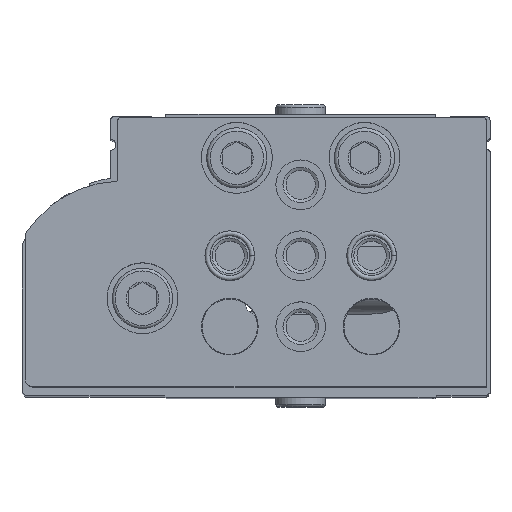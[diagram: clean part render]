
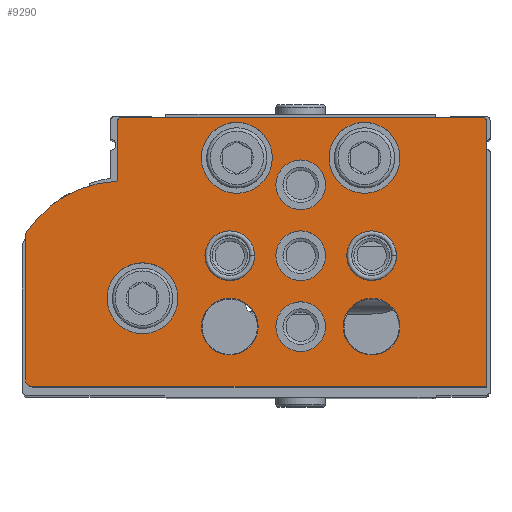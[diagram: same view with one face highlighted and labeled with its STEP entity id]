
A CAD part, top view. The second image highlights one B-rep face of the part: STEP entity #9290.
In plain terms, the highlighted face is planar.
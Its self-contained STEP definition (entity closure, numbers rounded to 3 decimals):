
#932=LINE('',#15550,#1645);
#934=LINE('',#15554,#1647);
#937=LINE('',#15562,#1650);
#942=LINE('',#15578,#1655);
#945=LINE('',#15586,#1658);
#1645=VECTOR('',#12659,1000.);
#1647=VECTOR('',#12663,1000.);
#1650=VECTOR('',#12672,1000.);
#1655=VECTOR('',#12691,1000.);
#1658=VECTOR('',#12700,1000.);
#3561=ORIENTED_EDGE('',*,*,#5210,.T.);
#3562=ORIENTED_EDGE('',*,*,#5211,.T.);
#3563=ORIENTED_EDGE('',*,*,#5212,.T.);
#3564=ORIENTED_EDGE('',*,*,#5213,.T.);
#3565=ORIENTED_EDGE('',*,*,#5214,.T.);
#3566=ORIENTED_EDGE('',*,*,#5215,.T.);
#3567=ORIENTED_EDGE('',*,*,#5216,.T.);
#3568=ORIENTED_EDGE('',*,*,#5217,.T.);
#3569=ORIENTED_EDGE('',*,*,#5218,.T.);
#3570=ORIENTED_EDGE('',*,*,#5219,.T.);
#3571=ORIENTED_EDGE('',*,*,#5187,.F.);
#3572=ORIENTED_EDGE('',*,*,#5208,.F.);
#3573=ORIENTED_EDGE('',*,*,#5206,.F.);
#3574=ORIENTED_EDGE('',*,*,#5204,.F.);
#3575=ORIENTED_EDGE('',*,*,#5202,.T.);
#3576=ORIENTED_EDGE('',*,*,#5200,.F.);
#3577=ORIENTED_EDGE('',*,*,#5198,.F.);
#3578=ORIENTED_EDGE('',*,*,#5196,.F.);
#3579=ORIENTED_EDGE('',*,*,#5194,.F.);
#3580=ORIENTED_EDGE('',*,*,#5192,.F.);
#3581=ORIENTED_EDGE('',*,*,#5190,.F.);
#5187=EDGE_CURVE('',#6196,#6197,#6778,.T.);
#5190=EDGE_CURVE('',#6197,#6198,#932,.T.);
#5192=EDGE_CURVE('',#6198,#6199,#934,.T.);
#5194=EDGE_CURVE('',#6199,#6200,#6779,.T.);
#5196=EDGE_CURVE('',#6200,#6201,#937,.T.);
#5198=EDGE_CURVE('',#6201,#6202,#6780,.T.);
#5200=EDGE_CURVE('',#6202,#6203,#6781,.T.);
#5202=EDGE_CURVE('',#6204,#6203,#6782,.T.);
#5204=EDGE_CURVE('',#6204,#6205,#942,.T.);
#5206=EDGE_CURVE('',#6205,#6206,#6783,.T.);
#5208=EDGE_CURVE('',#6206,#6196,#945,.T.);
#5210=EDGE_CURVE('',#6207,#6207,#6784,.T.);
#5211=EDGE_CURVE('',#6208,#6208,#6785,.T.);
#5212=EDGE_CURVE('',#6209,#6209,#6786,.T.);
#5213=EDGE_CURVE('',#6210,#6210,#6787,.T.);
#5214=EDGE_CURVE('',#6211,#6211,#6788,.T.);
#5215=EDGE_CURVE('',#6212,#6212,#6789,.T.);
#5216=EDGE_CURVE('',#6213,#6213,#6790,.T.);
#5217=EDGE_CURVE('',#6214,#6214,#6791,.T.);
#5218=EDGE_CURVE('',#6215,#6215,#6792,.T.);
#5219=EDGE_CURVE('',#6216,#6216,#6793,.T.);
#6196=VERTEX_POINT('',#15545);
#6197=VERTEX_POINT('',#15546);
#6198=VERTEX_POINT('',#15551);
#6199=VERTEX_POINT('',#15555);
#6200=VERTEX_POINT('',#15559);
#6201=VERTEX_POINT('',#15563);
#6202=VERTEX_POINT('',#15567);
#6203=VERTEX_POINT('',#15571);
#6204=VERTEX_POINT('',#15575);
#6205=VERTEX_POINT('',#15579);
#6206=VERTEX_POINT('',#15583);
#6207=VERTEX_POINT('',#15590);
#6208=VERTEX_POINT('',#15592);
#6209=VERTEX_POINT('',#15594);
#6210=VERTEX_POINT('',#15596);
#6211=VERTEX_POINT('',#15598);
#6212=VERTEX_POINT('',#15600);
#6213=VERTEX_POINT('',#15602);
#6214=VERTEX_POINT('',#15604);
#6215=VERTEX_POINT('',#15606);
#6216=VERTEX_POINT('',#15608);
#6778=CIRCLE('',#10400,0.5);
#6779=CIRCLE('',#10404,1.);
#6780=CIRCLE('',#10407,1.);
#6781=CIRCLE('',#10409,16.);
#6782=CIRCLE('',#10411,0.3);
#6783=CIRCLE('',#10414,0.5);
#6784=CIRCLE('',#10417,5.);
#6785=CIRCLE('',#10418,5.);
#6786=CIRCLE('',#10419,5.);
#6787=CIRCLE('',#10420,3.5);
#6788=CIRCLE('',#10421,3.5);
#6789=CIRCLE('',#10422,3.5);
#6790=CIRCLE('',#10423,3.5);
#6791=CIRCLE('',#10424,3.5);
#6792=CIRCLE('',#10425,4.);
#6793=CIRCLE('',#10426,4.);
#7433=EDGE_LOOP('',(#3561));
#7434=EDGE_LOOP('',(#3562));
#7435=EDGE_LOOP('',(#3563));
#7436=EDGE_LOOP('',(#3564));
#7437=EDGE_LOOP('',(#3565));
#7438=EDGE_LOOP('',(#3566));
#7439=EDGE_LOOP('',(#3567));
#7440=EDGE_LOOP('',(#3568));
#7441=EDGE_LOOP('',(#3569));
#7442=EDGE_LOOP('',(#3570));
#7443=EDGE_LOOP('',(#3571,#3572,#3573,#3574,#3575,#3576,#3577,#3578,#3579,
#3580,#3581));
#8284=FACE_BOUND('',#7433,.T.);
#8285=FACE_BOUND('',#7434,.T.);
#8286=FACE_BOUND('',#7435,.T.);
#8287=FACE_BOUND('',#7436,.T.);
#8288=FACE_BOUND('',#7437,.T.);
#8289=FACE_BOUND('',#7438,.T.);
#8290=FACE_BOUND('',#7439,.T.);
#8291=FACE_BOUND('',#7440,.T.);
#8292=FACE_BOUND('',#7441,.T.);
#8293=FACE_BOUND('',#7442,.T.);
#8294=FACE_BOUND('',#7443,.T.);
#8811=PLANE('',#10416);
#9290=ADVANCED_FACE('',(#8284,#8285,#8286,#8287,#8288,#8289,#8290,#8291,
#8292,#8293,#8294),#8811,.F.);
#10400=AXIS2_PLACEMENT_3D('',#15544,#12653,#12654);
#10404=AXIS2_PLACEMENT_3D('',#15558,#12667,#12668);
#10407=AXIS2_PLACEMENT_3D('',#15566,#12676,#12677);
#10409=AXIS2_PLACEMENT_3D('',#15570,#12681,#12682);
#10411=AXIS2_PLACEMENT_3D('',#15574,#12686,#12687);
#10414=AXIS2_PLACEMENT_3D('',#15582,#12695,#12696);
#10416=AXIS2_PLACEMENT_3D('',#15588,#12702,#12703);
#10417=AXIS2_PLACEMENT_3D('',#15589,#12704,#12705);
#10418=AXIS2_PLACEMENT_3D('',#15591,#12706,#12707);
#10419=AXIS2_PLACEMENT_3D('',#15593,#12708,#12709);
#10420=AXIS2_PLACEMENT_3D('',#15595,#12710,#12711);
#10421=AXIS2_PLACEMENT_3D('',#15597,#12712,#12713);
#10422=AXIS2_PLACEMENT_3D('',#15599,#12714,#12715);
#10423=AXIS2_PLACEMENT_3D('',#15601,#12716,#12717);
#10424=AXIS2_PLACEMENT_3D('',#15603,#12718,#12719);
#10425=AXIS2_PLACEMENT_3D('',#15605,#12720,#12721);
#10426=AXIS2_PLACEMENT_3D('',#15607,#12722,#12723);
#12653=DIRECTION('',(0.,0.,1.));
#12654=DIRECTION('',(1.,0.,0.));
#12659=DIRECTION('',(0.,-1.,0.));
#12663=DIRECTION('',(1.,0.,0.));
#12667=DIRECTION('',(0.,0.,1.));
#12668=DIRECTION('',(1.,0.,0.));
#12672=DIRECTION('',(0.,1.,0.));
#12676=DIRECTION('',(0.,0.,1.));
#12677=DIRECTION('',(1.,0.,0.));
#12681=DIRECTION('',(0.,0.,1.));
#12682=DIRECTION('',(1.,0.,0.));
#12686=DIRECTION('',(0.,0.,1.));
#12687=DIRECTION('',(1.,0.,0.));
#12691=DIRECTION('',(0.,1.,0.));
#12695=DIRECTION('',(0.,0.,1.));
#12696=DIRECTION('',(1.,0.,0.));
#12700=DIRECTION('',(-1.,0.,0.));
#12702=DIRECTION('',(0.,0.,1.));
#12703=DIRECTION('',(1.,0.,0.));
#12704=DIRECTION('',(0.,0.,1.));
#12705=DIRECTION('',(1.,0.,0.));
#12706=DIRECTION('',(0.,0.,1.));
#12707=DIRECTION('',(1.,0.,0.));
#12708=DIRECTION('',(0.,0.,1.));
#12709=DIRECTION('',(1.,0.,0.));
#12710=DIRECTION('',(0.,0.,1.));
#12711=DIRECTION('',(1.,0.,0.));
#12712=DIRECTION('',(0.,0.,1.));
#12713=DIRECTION('',(1.,0.,0.));
#12714=DIRECTION('',(0.,0.,1.));
#12715=DIRECTION('',(1.,0.,0.));
#12716=DIRECTION('',(0.,0.,1.));
#12717=DIRECTION('',(1.,0.,0.));
#12718=DIRECTION('',(0.,0.,1.));
#12719=DIRECTION('',(1.,0.,0.));
#12720=DIRECTION('',(0.,0.,1.));
#12721=DIRECTION('',(1.,0.,0.));
#12722=DIRECTION('',(0.,0.,1.));
#12723=DIRECTION('',(1.,0.,0.));
#15544=CARTESIAN_POINT('',(0.5,37.5,0.));
#15545=CARTESIAN_POINT('',(0.5,38.,0.));
#15546=CARTESIAN_POINT('',(0.,37.5,0.));
#15550=CARTESIAN_POINT('',(0.,37.5,0.));
#15551=CARTESIAN_POINT('',(0.,0.,0.));
#15554=CARTESIAN_POINT('',(0.,0.,0.));
#15555=CARTESIAN_POINT('',(64.,0.,0.));
#15558=CARTESIAN_POINT('',(64.,1.,0.));
#15559=CARTESIAN_POINT('',(65.,1.,0.));
#15562=CARTESIAN_POINT('',(65.,1.,0.));
#15563=CARTESIAN_POINT('',(65.,21.292,0.));
#15566=CARTESIAN_POINT('',(64.,21.292,0.));
#15567=CARTESIAN_POINT('',(64.833,21.844,0.));
#15570=CARTESIAN_POINT('',(51.5,13.,0.));
#15571=CARTESIAN_POINT('',(52.285,28.981,0.));
#15574=CARTESIAN_POINT('',(52.3,29.28,0.));
#15575=CARTESIAN_POINT('',(52.,29.28,0.));
#15578=CARTESIAN_POINT('',(52.,29.28,0.));
#15579=CARTESIAN_POINT('',(52.,37.5,0.));
#15582=CARTESIAN_POINT('',(51.5,37.5,0.));
#15583=CARTESIAN_POINT('',(51.5,38.,0.));
#15586=CARTESIAN_POINT('',(51.5,38.,0.));
#15588=CARTESIAN_POINT('',(0.5,37.5,0.));
#15589=CARTESIAN_POINT('',(48.5,12.5,0.));
#15590=CARTESIAN_POINT('',(53.5,12.5,0.));
#15591=CARTESIAN_POINT('',(35.2,32.3,0.));
#15592=CARTESIAN_POINT('',(40.2,32.3,0.));
#15593=CARTESIAN_POINT('',(17.2,32.3,0.));
#15594=CARTESIAN_POINT('',(22.2,32.3,0.));
#15595=CARTESIAN_POINT('',(26.2,28.5,0.));
#15596=CARTESIAN_POINT('',(29.7,28.5,0.));
#15597=CARTESIAN_POINT('',(36.2,18.5,0.));
#15598=CARTESIAN_POINT('',(39.7,18.5,0.));
#15599=CARTESIAN_POINT('',(26.2,18.5,0.));
#15600=CARTESIAN_POINT('',(29.7,18.5,0.));
#15601=CARTESIAN_POINT('',(16.2,18.5,0.));
#15602=CARTESIAN_POINT('',(19.7,18.5,0.));
#15603=CARTESIAN_POINT('',(26.2,8.5,0.));
#15604=CARTESIAN_POINT('',(29.7,8.5,0.));
#15605=CARTESIAN_POINT('',(36.2,8.5,0.));
#15606=CARTESIAN_POINT('',(40.2,8.5,0.));
#15607=CARTESIAN_POINT('',(16.2,8.5,0.));
#15608=CARTESIAN_POINT('',(20.2,8.5,0.));
